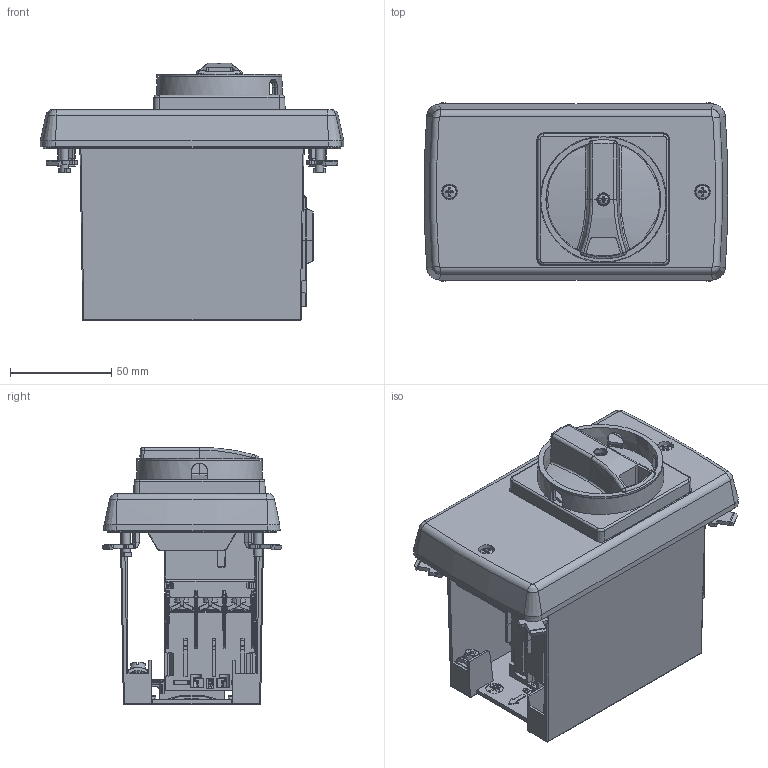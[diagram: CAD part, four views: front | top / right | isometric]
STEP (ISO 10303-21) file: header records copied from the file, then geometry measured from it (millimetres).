
FILE_DESCRIPTION(/* description */ (''),/* implementation_level */ '2;1');
FILE_NAME(/* name */ '3d_SM1Z1720R.stp',/* time_stamp */ '2023-01-17T08:38:57+01:00',/* author */ (''),/* organization */ (''),/* preprocessor_version */ 'ST-DEVELOPER v16.7',/* originating_system */ 'SIEMENS PLM Software NX 12.0',/* authorisation */ '');
FILE_SCHEMA (('AUTOMOTIVE_DESIGN { 1 0 10303 214 3 1 1 1 }'));
Products named in the file (1): Rugg96483F34mcp2
Bounding box: 150.09 x 88.81 x 127.1 mm (x, y, z)
Surface area: 199429.6 mm2 (no closed solid volume)
Topology: 0 solids, 48 shells, 3730 faces, 13553 edges, 9670 vertices
Faces by surface type: plane 2053, cylinder 881, bspline 431, cone 191, torus 154, sphere 14, extrusion 6
Full cylindrical faces by diameter (mm): 2 x1, 3.05 x1, 3.2 x7, 3.242 x1, 3.3 x1, 3.9 x1, 4 x19, 4.02 x6, 4.5 x1, 5 x1, 6 x1, 8 x2, 8.6 x2, 59 x1, 59.5 x1, 61.8 x1
Entity records: 174572 total; most frequent: CARTESIAN_POINT 62814, ORIENTED_EDGE 22251, DIRECTION 21845, EDGE_CURVE 13408, VERTEX_POINT 9625, VECTOR 8831, LINE 8825, AXIS2_PLACEMENT_3D 6507
